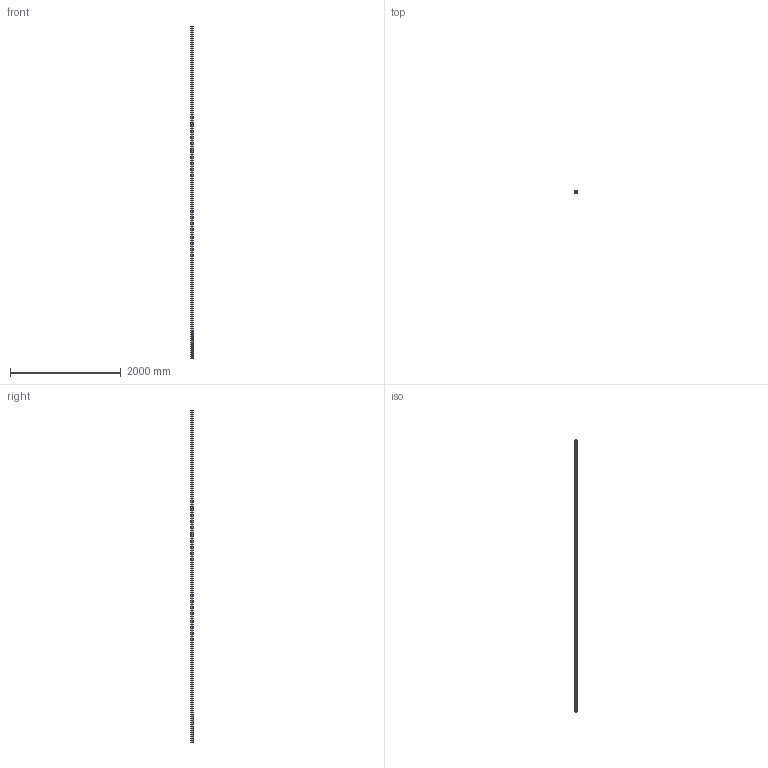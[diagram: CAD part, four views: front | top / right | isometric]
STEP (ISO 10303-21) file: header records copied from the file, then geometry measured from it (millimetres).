
FILE_DESCRIPTION (( 'STEP AP214' ), '1' );
FILE_NAME ('1122912.STEP', '2026-02-02T12:26:00', ( '' ), ( '' ), 'SwSTEP 2.0', 'SolidWorks 2024', '' );
FILE_SCHEMA (( 'AUTOMOTIVE_DESIGN' ));
Length unit declared in the file: millimetre
Products named in the file (1): 1122912
Bounding box: 41 x 41 x 6000 mm (x, y, z)
Volume: 1982849.6 mm3; surface area: 1618824.4 mm2
Topology: 1 solids, 1 shells, 459 faces, 1128 edges, 736 vertices
Faces by surface type: plane 247, cylinder 212
Entity records: 13665 total; most frequent: DIRECTION 2472, CARTESIAN_POINT 2324, ORIENTED_EDGE 2256, EDGE_CURVE 1128, AXIS2_PLACEMENT_3D 884, VERTEX_POINT 736, LINE 704, VECTOR 704
